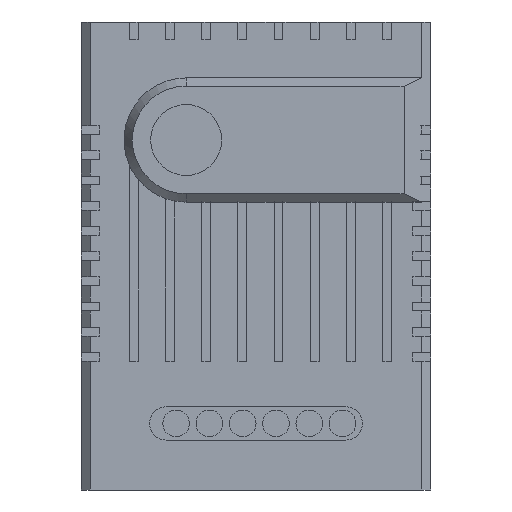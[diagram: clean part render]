
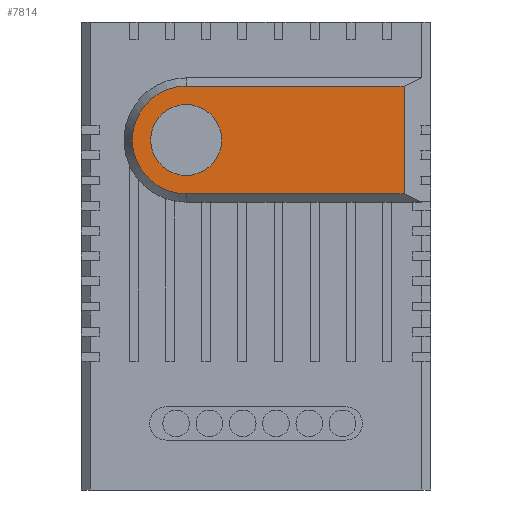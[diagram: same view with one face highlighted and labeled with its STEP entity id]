
A CAD part, front view. The second image highlights one B-rep face of the part: STEP entity #7814.
In plain terms, the highlighted planar face has unit normal (0, -1, 0).
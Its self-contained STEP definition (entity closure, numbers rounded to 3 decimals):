
#7658=CARTESIAN_POINT('POINT486',(21.19,-22.48,
   42.403));
#7659=VERTEX_POINT('VERTEX486',#7658);
#7666=CARTESIAN_POINT('POINT487',(-10.,-22.48,
   42.403));
#7667=VERTEX_POINT('VERTEX487',#7666);
#7668=CARTESIAN_POINT('POS861',(-10.,-22.48,
   42.403));
#7669=DIRECTION('DIR1112',(-1.,0.,0.));
#7670=VECTOR('VEC610',#7669,1.);
#7671=LINE('STRAIGHT610',#7668,#7670);
#7672=EDGE_CURVE('EDGE736',#7659,#7667,#7671,.T.);
#7702=CARTESIAN_POINT('POINT488',(-10.,-22.48,
   57.815));
#7703=VERTEX_POINT('VERTEX488',#7702);
#7704=CARTESIAN_POINT('POS864',(-10.,-22.48,
   50.109));
#7705=DIRECTION('DIR1116',(0.,1.,0.));
#7706=DIRECTION('DIR1117',(0.,0.,1.));
#7707=AXIS2_PLACEMENT_3D('AXIS253',#7704,#7705,#7706);
#7708=CIRCLE('ELLIPSE30',#7707,7.706);
#7709=EDGE_CURVE('EDGE738',#7667,#7703,#7708,.T.);
#7731=CARTESIAN_POINT('POINT489',(21.19,-22.48,
   57.815));
#7732=VERTEX_POINT('VERTEX489',#7731);
#7741=CARTESIAN_POINT('POS868',(82.22,-22.48,
   57.815));
#7742=DIRECTION('DIR1122',(1.,0.,0.));
#7743=VECTOR('VEC614',#7742,1.);
#7744=LINE('STRAIGHT614',#7741,#7743);
#7745=EDGE_CURVE('EDGE741',#7703,#7732,#7744,.T.);
#7774=CARTESIAN_POINT('POS870',(21.19,-22.48,37.609));
#7775=DIRECTION('DIR1125',(0.,0.,1.));
#7776=VECTOR('VEC615',#7775,25.4);
#7777=LINE('STRAIGHT615',#7774,#7776);
#7778=EDGE_CURVE('EDGE742',#7659,#7732,#7777,.T.);
#7788=CARTESIAN_POINT('POINT490',(-4.92,-22.48,50.109));
#7789=VERTEX_POINT('VERTEX490',#7788);
#7790=CARTESIAN_POINT('POINT491',(-15.08,-22.48,50.109));
#7791=VERTEX_POINT('VERTEX491',#7790);
#7792=CARTESIAN_POINT('POS872',(-10.,-22.48,50.109));
#7793=DIRECTION('DIR1128',(0.,1.,0.));
#7794=DIRECTION('DIR1129',(1.,0.,0.));
#7795=AXIS2_PLACEMENT_3D('AXIS257',#7792,#7793,#7794);
#7796=CIRCLE('ELLIPSE31',#7795,5.08);
#7797=EDGE_CURVE('EDGE743',#7789,#7791,#7796,.T.);
#7798=ORIENTED_EDGE('COEDGE1481',*,*,#7797,.T.);
#7799=EDGE_CURVE('EDGE744',#7791,#7789,#7796,.T.);
#7800=ORIENTED_EDGE('COEDGE1482',*,*,#7799,.T.);
#7801=EDGE_LOOP('NONE',(#7798,#7800));
#7802=FACE_BOUND('LOOP1',#7801,.T.);
#7803=ORIENTED_EDGE('COEDGE1483',*,*,#7778,.T.);
#7804=ORIENTED_EDGE('COEDGE1484',*,*,#7745,.F.);
#7805=ORIENTED_EDGE('COEDGE1485',*,*,#7709,.F.);
#7806=ORIENTED_EDGE('COEDGE1486',*,*,#7672,.F.);
#7807=EDGE_LOOP('NONE',(#7803,#7804,#7805,#7806));
#7808=FACE_BOUND('LOOP1',#7807,.T.);
#7809=CARTESIAN_POINT('POS873',(36.11,-22.48,50.109));
#7810=DIRECTION('DIR1130',(0.,-1.,0.));
#7811=DIRECTION('DIR1131',(1.,0.,0.));
#7812=AXIS2_PLACEMENT_3D('AXIS258',#7809,#7810,#7811);
#7813=PLANE('PLANE212',#7812);
#7814=ADVANCED_FACE('FACE272',(#7802,#7808),#7813,.T.);
